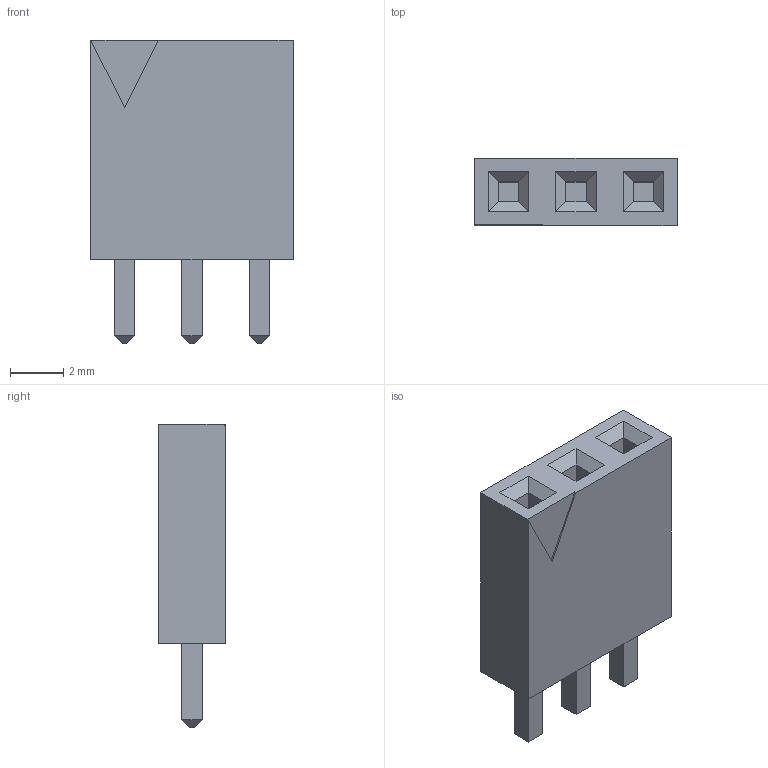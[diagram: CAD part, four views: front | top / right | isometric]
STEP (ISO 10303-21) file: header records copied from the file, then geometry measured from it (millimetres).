
FILE_DESCRIPTION(('FreeCAD Model'),'2;1');
FILE_NAME('1504145.1.1.stp','2021-03-31T11:18:11',( 'Author'),(''),'Open CASCADE STEP processor 6.9','FreeCAD','Unknown' );
FILE_SCHEMA(('AUTOMOTIVE_DESIGN { 1 0 10303 214 1 1 1 1 }'));
Length unit declared in the file: millimetre
Products named in the file (3): ASSEMBLY; Body; LeadsArray
Assembly tree (2 placements, depth 2):
  ASSEMBLY
    Body
    LeadsArray
Bounding box: 7.62 x 2.54 x 11.44 mm (x, y, z)
Volume: 155.4 mm3; surface area: 311.1 mm2
Topology: 4 solids, 4 shells, 66 faces, 140 edges, 85 vertices
Faces by surface type: plane 66
Entity records: 3604 total; most frequent: CARTESIAN_POINT 574, DIRECTION 558, LINE 420, VECTOR 420, ORIENTED_EDGE 280, PCURVE 280, DEFINITIONAL_REPRESENTATION 280, EDGE_CURVE 140
